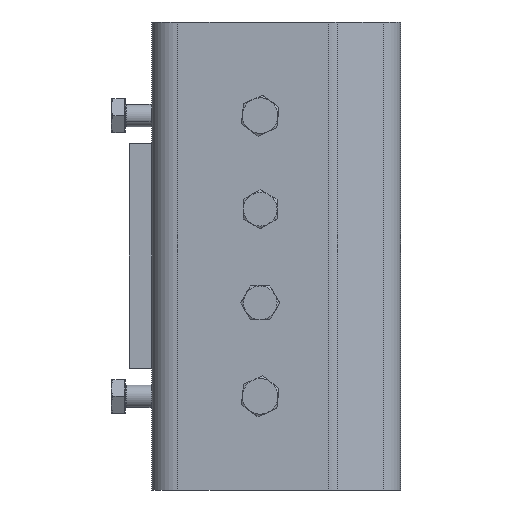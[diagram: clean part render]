
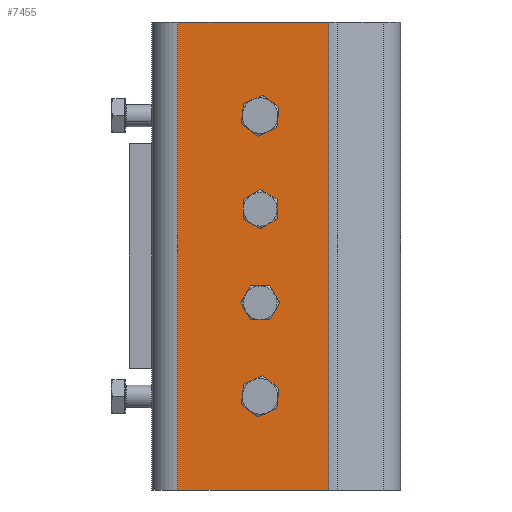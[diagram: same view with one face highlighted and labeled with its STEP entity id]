
A CAD part, left-side view. The second image highlights one B-rep face of the part: STEP entity #7455.
In plain terms, the highlighted planar face has unit normal (-1, 0, 0).
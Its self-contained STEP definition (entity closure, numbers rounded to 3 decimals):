
#120 = ORIENTED_EDGE ( 'NONE', *, *, #3904, .F. ) ;
#135 = DIRECTION ( 'NONE',  ( -1., 0., 0. ) ) ;
#182 = VECTOR ( 'NONE', #520, 1000. ) ;
#185 = VERTEX_POINT ( 'NONE', #2381 ) ;
#282 = EDGE_CURVE ( 'NONE', #725, #5511, #6084, .T. ) ;
#347 = VERTEX_POINT ( 'NONE', #9217 ) ;
#450 = FACE_OUTER_BOUND ( 'NONE', #7294, .T. ) ;
#520 = DIRECTION ( 'NONE',  ( 0., 0., 1. ) ) ;
#589 = CARTESIAN_POINT ( 'NONE',  ( 242.98, 139.163, 342.512 ) ) ;
#666 = AXIS2_PLACEMENT_3D ( 'NONE', #7817, #2749, #8668 ) ;
#717 = FACE_BOUND ( 'NONE', #4453, .T. ) ;
#725 = VERTEX_POINT ( 'NONE', #7447 ) ;
#1076 = LINE ( 'NONE', #5312, #3340 ) ;
#1099 = CIRCLE ( 'NONE', #10330, 6. ) ;
#1110 = AXIS2_PLACEMENT_3D ( 'NONE', #3820, #10615, #5612 ) ;
#1210 = DIRECTION ( 'NONE',  ( 0., -1., 0. ) ) ;
#1245 = VERTEX_POINT ( 'NONE', #7240 ) ;
#1544 = ORIENTED_EDGE ( 'NONE', *, *, #8366, .F. ) ;
#1760 = AXIS2_PLACEMENT_3D ( 'NONE', #9506, #135, #6845 ) ;
#2010 = CIRCLE ( 'NONE', #666, 6. ) ;
#2144 = CARTESIAN_POINT ( 'NONE',  ( 242.98, 219.694, 92.512 ) ) ;
#2273 = CARTESIAN_POINT ( 'NONE',  ( 242.98, 175.694, 292.512 ) ) ;
#2381 = CARTESIAN_POINT ( 'NONE',  ( 242.98, 139.163, 342.512 ) ) ;
#2445 = FACE_BOUND ( 'NONE', #8690, .T. ) ;
#2620 = ORIENTED_EDGE ( 'NONE', *, *, #8059, .F. ) ;
#2749 = DIRECTION ( 'NONE',  ( -1., 0., 0. ) ) ;
#2906 = EDGE_LOOP ( 'NONE', ( #10798, #1544 ) ) ;
#2916 = ORIENTED_EDGE ( 'NONE', *, *, #4054, .T. ) ;
#3141 = DIRECTION ( 'NONE',  ( 0., 0., -1. ) ) ;
#3340 = VECTOR ( 'NONE', #1210, 1000. ) ;
#3487 = CIRCLE ( 'NONE', #8201, 6. ) ;
#3632 = FACE_BOUND ( 'NONE', #5918, .T. ) ;
#3683 = CARTESIAN_POINT ( 'NONE',  ( 242.98, 181.694, 292.512 ) ) ;
#3764 = CIRCLE ( 'NONE', #1760, 6. ) ;
#3773 = LINE ( 'NONE', #589, #182 ) ;
#3814 = EDGE_CURVE ( 'NONE', #1245, #9606, #2010, .T. ) ;
#3820 = CARTESIAN_POINT ( 'NONE',  ( 242.98, 167.194, 342.512 ) ) ;
#3904 = EDGE_CURVE ( 'NONE', #7964, #185, #1076, .T. ) ;
#3925 = DIRECTION ( 'NONE',  ( -1., 0., 0. ) ) ;
#4048 = VERTEX_POINT ( 'NONE', #2144 ) ;
#4054 = EDGE_CURVE ( 'NONE', #4048, #347, #8243, .T. ) ;
#4432 = CARTESIAN_POINT ( 'NONE',  ( 242.98, 175.694, 142.512 ) ) ;
#4453 = EDGE_LOOP ( 'NONE', ( #7481, #2620 ) ) ;
#4529 = CIRCLE ( 'NONE', #10425, 6. ) ;
#4810 = AXIS2_PLACEMENT_3D ( 'NONE', #7557, #10902, #7625 ) ;
#5091 = EDGE_CURVE ( 'NONE', #5511, #725, #3487, .T. ) ;
#5312 = CARTESIAN_POINT ( 'NONE',  ( 242.98, 167.194, 342.512 ) ) ;
#5343 = CIRCLE ( 'NONE', #8685, 6. ) ;
#5359 = CARTESIAN_POINT ( 'NONE',  ( 242.98, 219.694, 342.512 ) ) ;
#5478 = DIRECTION ( 'NONE',  ( 0., -1., 0. ) ) ;
#5490 = CARTESIAN_POINT ( 'NONE',  ( 242.98, 181.694, 242.512 ) ) ;
#5511 = VERTEX_POINT ( 'NONE', #5490 ) ;
#5594 = DIRECTION ( 'NONE',  ( 0., -1., 0. ) ) ;
#5605 = DIRECTION ( 'NONE',  ( 0., -1., 0. ) ) ;
#5612 = DIRECTION ( 'NONE',  ( 0., 1., 0. ) ) ;
#5665 = DIRECTION ( 'NONE',  ( -1., 0., 0. ) ) ;
#5673 = VERTEX_POINT ( 'NONE', #3683 ) ;
#5725 = EDGE_CURVE ( 'NONE', #5673, #8689, #4529, .T. ) ;
#5901 = FACE_BOUND ( 'NONE', #2906, .T. ) ;
#5918 = EDGE_LOOP ( 'NONE', ( #10734, #5968 ) ) ;
#5936 = CARTESIAN_POINT ( 'NONE',  ( 242.98, 181.694, 142.512 ) ) ;
#5968 = ORIENTED_EDGE ( 'NONE', *, *, #5725, .F. ) ;
#6084 = CIRCLE ( 'NONE', #4810, 6. ) ;
#6118 = DIRECTION ( 'NONE',  ( -1., 0., 0. ) ) ;
#6327 = EDGE_CURVE ( 'NONE', #347, #185, #3773, .T. ) ;
#6470 = VERTEX_POINT ( 'NONE', #5936 ) ;
#6777 = EDGE_CURVE ( 'NONE', #8670, #6470, #3764, .T. ) ;
#6845 = DIRECTION ( 'NONE',  ( 0., -1., 0. ) ) ;
#7169 = EDGE_CURVE ( 'NONE', #7964, #4048, #10284, .T. ) ;
#7240 = CARTESIAN_POINT ( 'NONE',  ( 242.98, 169.694, 192.512 ) ) ;
#7259 = CARTESIAN_POINT ( 'NONE',  ( 242.98, 167.194, 92.512 ) ) ;
#7294 = EDGE_LOOP ( 'NONE', ( #2916, #8298, #120, #10624 ) ) ;
#7447 = CARTESIAN_POINT ( 'NONE',  ( 242.98, 169.694, 242.512 ) ) ;
#7455 = ADVANCED_FACE ( 'NONE', ( #717, #3632, #5901, #2445, #450 ), #8958, .F. ) ;
#7481 = ORIENTED_EDGE ( 'NONE', *, *, #6777, .F. ) ;
#7557 = CARTESIAN_POINT ( 'NONE',  ( 242.98, 175.694, 242.512 ) ) ;
#7625 = DIRECTION ( 'NONE',  ( 0., -1., 0. ) ) ;
#7817 = CARTESIAN_POINT ( 'NONE',  ( 242.98, 175.694, 192.512 ) ) ;
#7867 = CARTESIAN_POINT ( 'NONE',  ( 242.98, 181.694, 192.512 ) ) ;
#7964 = VERTEX_POINT ( 'NONE', #5359 ) ;
#8059 = EDGE_CURVE ( 'NONE', #6470, #8670, #1099, .T. ) ;
#8093 = DIRECTION ( 'NONE',  ( 0., -1., 0. ) ) ;
#8122 = CARTESIAN_POINT ( 'NONE',  ( 242.98, 169.694, 142.512 ) ) ;
#8201 = AXIS2_PLACEMENT_3D ( 'NONE', #9668, #6118, #9596 ) ;
#8243 = LINE ( 'NONE', #7259, #9690 ) ;
#8298 = ORIENTED_EDGE ( 'NONE', *, *, #6327, .T. ) ;
#8366 = EDGE_CURVE ( 'NONE', #9606, #1245, #5343, .T. ) ;
#8661 = EDGE_CURVE ( 'NONE', #8689, #5673, #9717, .T. ) ;
#8668 = DIRECTION ( 'NONE',  ( 0., -1., 0. ) ) ;
#8670 = VERTEX_POINT ( 'NONE', #8122 ) ;
#8685 = AXIS2_PLACEMENT_3D ( 'NONE', #9731, #5665, #5594 ) ;
#8689 = VERTEX_POINT ( 'NONE', #8881 ) ;
#8690 = EDGE_LOOP ( 'NONE', ( #10960, #10744 ) ) ;
#8881 = CARTESIAN_POINT ( 'NONE',  ( 242.98, 169.694, 292.512 ) ) ;
#8958 = PLANE ( 'NONE',  #1110 ) ;
#9217 = CARTESIAN_POINT ( 'NONE',  ( 242.98, 139.163, 92.512 ) ) ;
#9364 = DIRECTION ( 'NONE',  ( 0., -1., 0. ) ) ;
#9470 = DIRECTION ( 'NONE',  ( -1., 0., 0. ) ) ;
#9506 = CARTESIAN_POINT ( 'NONE',  ( 242.98, 175.694, 142.512 ) ) ;
#9596 = DIRECTION ( 'NONE',  ( 0., -1., 0. ) ) ;
#9606 = VERTEX_POINT ( 'NONE', #7867 ) ;
#9668 = CARTESIAN_POINT ( 'NONE',  ( 242.98, 175.694, 242.512 ) ) ;
#9684 = CARTESIAN_POINT ( 'NONE',  ( 242.98, 175.694, 292.512 ) ) ;
#9690 = VECTOR ( 'NONE', #5605, 1000. ) ;
#9717 = CIRCLE ( 'NONE', #10695, 6. ) ;
#9731 = CARTESIAN_POINT ( 'NONE',  ( 242.98, 175.694, 192.512 ) ) ;
#10013 = VECTOR ( 'NONE', #3141, 1000. ) ;
#10284 = LINE ( 'NONE', #10864, #10013 ) ;
#10330 = AXIS2_PLACEMENT_3D ( 'NONE', #4432, #9470, #9364 ) ;
#10425 = AXIS2_PLACEMENT_3D ( 'NONE', #9684, #10553, #5478 ) ;
#10553 = DIRECTION ( 'NONE',  ( -1., 0., 0. ) ) ;
#10615 = DIRECTION ( 'NONE',  ( 1., 0., 0. ) ) ;
#10624 = ORIENTED_EDGE ( 'NONE', *, *, #7169, .T. ) ;
#10695 = AXIS2_PLACEMENT_3D ( 'NONE', #2273, #3925, #8093 ) ;
#10734 = ORIENTED_EDGE ( 'NONE', *, *, #8661, .F. ) ;
#10744 = ORIENTED_EDGE ( 'NONE', *, *, #5091, .F. ) ;
#10798 = ORIENTED_EDGE ( 'NONE', *, *, #3814, .F. ) ;
#10864 = CARTESIAN_POINT ( 'NONE',  ( 242.98, 219.694, 342.512 ) ) ;
#10902 = DIRECTION ( 'NONE',  ( -1., 0., 0. ) ) ;
#10960 = ORIENTED_EDGE ( 'NONE', *, *, #282, .F. ) ;
